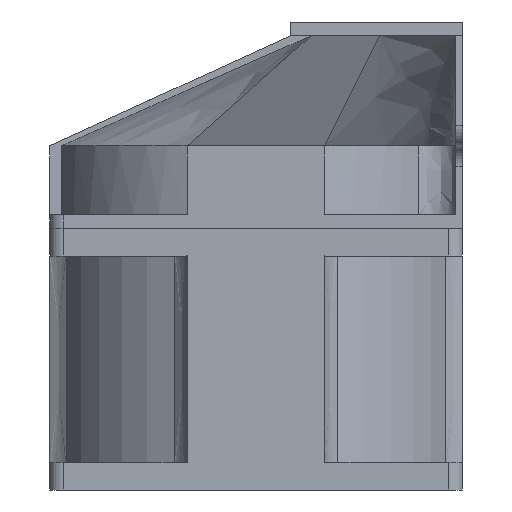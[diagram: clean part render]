
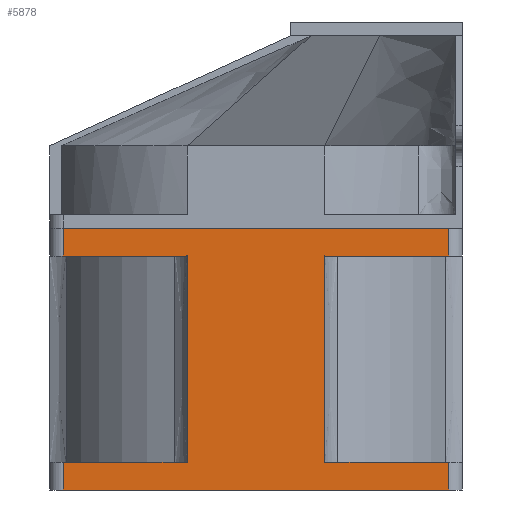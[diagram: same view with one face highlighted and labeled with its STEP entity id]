
A CAD part, left-side view. The second image highlights one B-rep face of the part: STEP entity #5878.
In plain terms, the highlighted planar face has unit normal (-1, 0, 0).
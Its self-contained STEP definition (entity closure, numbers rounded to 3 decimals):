
#180 = CARTESIAN_POINT ( 'NONE',  ( -30., 28., 30. ) ) ;
#284 = EDGE_CURVE ( 'NONE', #2084, #5692, #3948, .T. ) ;
#325 = EDGE_CURVE ( 'NONE', #1767, #4213, #4603, .T. ) ;
#399 = ORIENTED_EDGE ( 'NONE', *, *, #2460, .F. ) ;
#590 = DIRECTION ( 'NONE',  ( 0., 0., -1. ) ) ;
#707 = LINE ( 'NONE', #1071, #2111 ) ;
#789 = DIRECTION ( 'NONE',  ( 0., -1., 0. ) ) ;
#801 = VECTOR ( 'NONE', #2376, 1000. ) ;
#979 = LINE ( 'NONE', #4638, #801 ) ;
#990 = VECTOR ( 'NONE', #1907, 1000. ) ;
#1071 = CARTESIAN_POINT ( 'NONE',  ( -30., 30., -4. ) ) ;
#1075 = VERTEX_POINT ( 'NONE', #4859 ) ;
#1239 = CARTESIAN_POINT ( 'NONE',  ( -30., -10., 30. ) ) ;
#1305 = PLANE ( 'NONE',  #3392 ) ;
#1321 = VERTEX_POINT ( 'NONE', #5336 ) ;
#1381 = ORIENTED_EDGE ( 'NONE', *, *, #284, .F. ) ;
#1450 = LINE ( 'NONE', #180, #990 ) ;
#1464 = DIRECTION ( 'NONE',  ( 0., -1., 0. ) ) ;
#1533 = CARTESIAN_POINT ( 'NONE',  ( -30., 10., 20. ) ) ;
#1553 = EDGE_LOOP ( 'NONE', ( #2065, #5790, #1381, #4174, #2332, #5338, #2674, #4734, #5576, #3349, #399, #5784 ) ) ;
#1630 = CARTESIAN_POINT ( 'NONE',  ( -30., -10., 20. ) ) ;
#1640 = LINE ( 'NONE', #2516, #2842 ) ;
#1680 = CARTESIAN_POINT ( 'NONE',  ( -30., 30., 0. ) ) ;
#1765 = CARTESIAN_POINT ( 'NONE',  ( -30., -30., 30. ) ) ;
#1767 = VERTEX_POINT ( 'NONE', #5759 ) ;
#1829 = EDGE_CURVE ( 'NONE', #1851, #5692, #979, .T. ) ;
#1851 = VERTEX_POINT ( 'NONE', #2888 ) ;
#1907 = DIRECTION ( 'NONE',  ( 0., 0., -1. ) ) ;
#1927 = VECTOR ( 'NONE', #4238, 1000. ) ;
#1933 = EDGE_CURVE ( 'NONE', #1321, #1075, #3386, .T. ) ;
#1979 = VECTOR ( 'NONE', #3796, 1000. ) ;
#2027 = B_SPLINE_CURVE_WITH_KNOTS ( 'NONE', 3,
 ( #2442, #4247, #1533, #3553 ),
 .UNSPECIFIED., .F., .F.,
 ( 4, 4 ),
 ( 0., 1. ),
 .UNSPECIFIED. ) ;
#2034 = CARTESIAN_POINT ( 'NONE',  ( -30., 28., 30. ) ) ;
#2047 = CARTESIAN_POINT ( 'NONE',  ( -30., -10., 30. ) ) ;
#2065 = ORIENTED_EDGE ( 'NONE', *, *, #4492, .T. ) ;
#2084 = VERTEX_POINT ( 'NONE', #4363 ) ;
#2111 = VECTOR ( 'NONE', #3808, 1000. ) ;
#2119 = EDGE_CURVE ( 'NONE', #4020, #5672, #1640, .T. ) ;
#2242 = DIRECTION ( 'NONE',  ( 1., 0., 0. ) ) ;
#2270 = EDGE_CURVE ( 'NONE', #2564, #1767, #1450, .T. ) ;
#2332 = ORIENTED_EDGE ( 'NONE', *, *, #5701, .T. ) ;
#2376 = DIRECTION ( 'NONE',  ( 0., 0., 1. ) ) ;
#2442 = CARTESIAN_POINT ( 'NONE',  ( -30., 10., 0. ) ) ;
#2460 = EDGE_CURVE ( 'NONE', #1321, #5475, #5804, .T. ) ;
#2516 = CARTESIAN_POINT ( 'NONE',  ( -30., -28., 30. ) ) ;
#2564 = VERTEX_POINT ( 'NONE', #4029 ) ;
#2674 = ORIENTED_EDGE ( 'NONE', *, *, #4898, .F. ) ;
#2682 = CARTESIAN_POINT ( 'NONE',  ( -30., 10., 0. ) ) ;
#2827 = CARTESIAN_POINT ( 'NONE',  ( -30., -28., 34. ) ) ;
#2842 = VECTOR ( 'NONE', #4319, 1000. ) ;
#2888 = CARTESIAN_POINT ( 'NONE',  ( -30., -28., -4. ) ) ;
#3207 = VERTEX_POINT ( 'NONE', #1239 ) ;
#3229 = VECTOR ( 'NONE', #5324, 1000. ) ;
#3324 = EDGE_CURVE ( 'NONE', #5475, #4213, #2027, .T. ) ;
#3349 = ORIENTED_EDGE ( 'NONE', *, *, #3324, .F. ) ;
#3386 = LINE ( 'NONE', #2034, #3778 ) ;
#3392 = AXIS2_PLACEMENT_3D ( 'NONE', #1765, #2242, #4065 ) ;
#3497 = CARTESIAN_POINT ( 'NONE',  ( -30., -10., 0. ) ) ;
#3553 = CARTESIAN_POINT ( 'NONE',  ( -30., 10., 30. ) ) ;
#3653 = CARTESIAN_POINT ( 'NONE',  ( -30., -28., 30. ) ) ;
#3778 = VECTOR ( 'NONE', #590, 1000. ) ;
#3796 = DIRECTION ( 'NONE',  ( 0., -1., 0. ) ) ;
#3808 = DIRECTION ( 'NONE',  ( 0., -1., 0. ) ) ;
#3845 = VECTOR ( 'NONE', #1464, 1000. ) ;
#3948 = LINE ( 'NONE', #1680, #3229 ) ;
#4020 = VERTEX_POINT ( 'NONE', #3653 ) ;
#4029 = CARTESIAN_POINT ( 'NONE',  ( -30., 28., 34. ) ) ;
#4065 = DIRECTION ( 'NONE',  ( 0., 0., -1. ) ) ;
#4101 = EDGE_CURVE ( 'NONE', #2084, #3207, #4522, .T. ) ;
#4174 = ORIENTED_EDGE ( 'NONE', *, *, #4101, .T. ) ;
#4213 = VERTEX_POINT ( 'NONE', #4529 ) ;
#4238 = DIRECTION ( 'NONE',  ( 0., -1., 0. ) ) ;
#4247 = CARTESIAN_POINT ( 'NONE',  ( -30., 10., 10. ) ) ;
#4319 = DIRECTION ( 'NONE',  ( 0., 0., 1. ) ) ;
#4363 = CARTESIAN_POINT ( 'NONE',  ( -30., -10., 0. ) ) ;
#4492 = EDGE_CURVE ( 'NONE', #1075, #1851, #707, .T. ) ;
#4522 = B_SPLINE_CURVE_WITH_KNOTS ( 'NONE', 3,
 ( #3497, #5312, #1630, #2047 ),
 .UNSPECIFIED., .F., .F.,
 ( 4, 4 ),
 ( 0., 1. ),
 .UNSPECIFIED. ) ;
#4529 = CARTESIAN_POINT ( 'NONE',  ( -30., 10., 30. ) ) ;
#4603 = LINE ( 'NONE', #5539, #1979 ) ;
#4634 = CARTESIAN_POINT ( 'NONE',  ( -30., 0., 30. ) ) ;
#4638 = CARTESIAN_POINT ( 'NONE',  ( -30., -28., 30. ) ) ;
#4662 = CARTESIAN_POINT ( 'NONE',  ( -30., -28., 0. ) ) ;
#4689 = LINE ( 'NONE', #5719, #1927 ) ;
#4734 = ORIENTED_EDGE ( 'NONE', *, *, #2270, .T. ) ;
#4859 = CARTESIAN_POINT ( 'NONE',  ( -30., 28., -4. ) ) ;
#4898 = EDGE_CURVE ( 'NONE', #2564, #5672, #4689, .T. ) ;
#4900 = CARTESIAN_POINT ( 'NONE',  ( -30., 30., 0. ) ) ;
#4928 = FACE_OUTER_BOUND ( 'NONE', #1553, .T. ) ;
#5312 = CARTESIAN_POINT ( 'NONE',  ( -30., -10., 10. ) ) ;
#5324 = DIRECTION ( 'NONE',  ( 0., -1., 0. ) ) ;
#5336 = CARTESIAN_POINT ( 'NONE',  ( -30., 28., 0. ) ) ;
#5338 = ORIENTED_EDGE ( 'NONE', *, *, #2119, .T. ) ;
#5475 = VERTEX_POINT ( 'NONE', #2682 ) ;
#5539 = CARTESIAN_POINT ( 'NONE',  ( -30., 0., 30. ) ) ;
#5573 = LINE ( 'NONE', #4634, #3845 ) ;
#5576 = ORIENTED_EDGE ( 'NONE', *, *, #325, .T. ) ;
#5672 = VERTEX_POINT ( 'NONE', #2827 ) ;
#5692 = VERTEX_POINT ( 'NONE', #4662 ) ;
#5697 = VECTOR ( 'NONE', #789, 1000. ) ;
#5701 = EDGE_CURVE ( 'NONE', #3207, #4020, #5573, .T. ) ;
#5719 = CARTESIAN_POINT ( 'NONE',  ( -30., 0., 34. ) ) ;
#5759 = CARTESIAN_POINT ( 'NONE',  ( -30., 28., 30. ) ) ;
#5784 = ORIENTED_EDGE ( 'NONE', *, *, #1933, .T. ) ;
#5790 = ORIENTED_EDGE ( 'NONE', *, *, #1829, .T. ) ;
#5804 = LINE ( 'NONE', #4900, #5697 ) ;
#5878 = ADVANCED_FACE ( 'NONE', ( #4928 ), #1305, .F. ) ;
